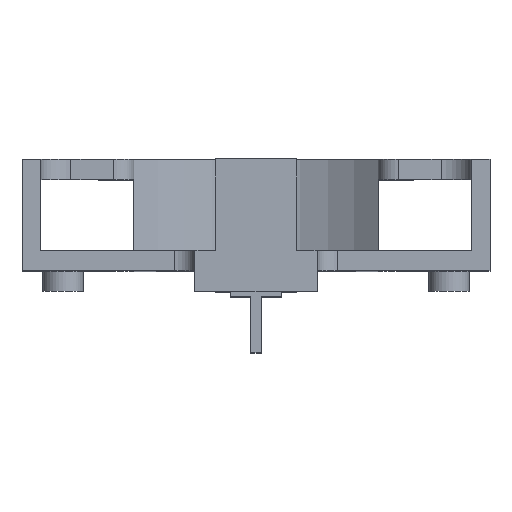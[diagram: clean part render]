
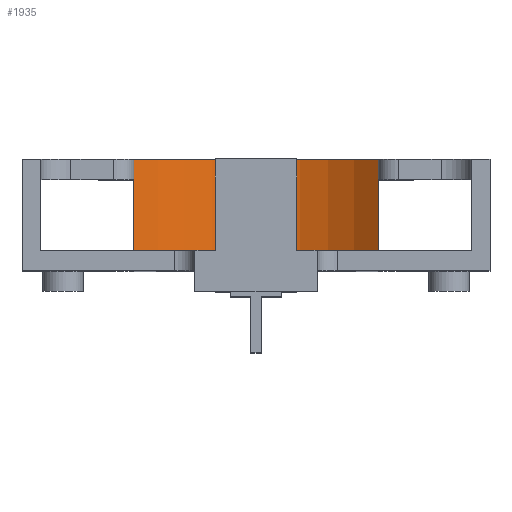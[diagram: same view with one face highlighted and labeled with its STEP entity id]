
A CAD part, top view. The second image highlights one B-rep face of the part: STEP entity #1935.
In plain terms, the highlighted cylindrical face has radius 9.1 mm (diameter 18.2 mm), a partial arc.
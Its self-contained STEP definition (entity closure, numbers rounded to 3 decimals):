
#42=CYLINDRICAL_SURFACE('',#2092,9.1);
#133=FACE_OUTER_BOUND('',#240,.T.);
#240=EDGE_LOOP('',(#1723,#1724,#1725,#1726,#1727,#1728));
#348=LINE('',#2885,#582);
#374=LINE('',#2940,#608);
#453=LINE('',#3118,#687);
#477=LINE('',#3172,#711);
#582=VECTOR('',#2304,10.);
#608=VECTOR('',#2358,10.);
#687=VECTOR('',#2537,10.);
#711=VECTOR('',#2593,10.);
#723=CIRCLE('',#1976,9.1);
#754=CIRCLE('',#2086,9.1);
#783=VERTEX_POINT('',#2692);
#784=VERTEX_POINT('',#2693);
#856=VERTEX_POINT('',#2883);
#857=VERTEX_POINT('',#2884);
#920=VERTEX_POINT('',#3116);
#921=VERTEX_POINT('',#3117);
#966=EDGE_CURVE('',#783,#784,#723,.T.);
#1061=EDGE_CURVE('',#856,#857,#348,.T.);
#1091=EDGE_CURVE('',#783,#856,#374,.T.);
#1179=EDGE_CURVE('',#920,#921,#453,.T.);
#1198=EDGE_CURVE('',#921,#857,#754,.T.);
#1208=EDGE_CURVE('',#784,#920,#477,.T.);
#1723=ORIENTED_EDGE('',*,*,#966,.F.);
#1724=ORIENTED_EDGE('',*,*,#1091,.T.);
#1725=ORIENTED_EDGE('',*,*,#1061,.T.);
#1726=ORIENTED_EDGE('',*,*,#1198,.F.);
#1727=ORIENTED_EDGE('',*,*,#1179,.F.);
#1728=ORIENTED_EDGE('',*,*,#1208,.F.);
#1935=ADVANCED_FACE('',(#133),#42,.F.);
#1976=AXIS2_PLACEMENT_3D('',#2694,#2149,#2150);
#2086=AXIS2_PLACEMENT_3D('',#3152,#2570,#2571);
#2092=AXIS2_PLACEMENT_3D('',#3171,#2591,#2592);
#2149=DIRECTION('center_axis',(0.,1.,0.));
#2150=DIRECTION('ref_axis',(0.,0.,1.));
#2304=DIRECTION('',(0.,1.,0.));
#2358=DIRECTION('',(0.,1.,0.));
#2537=DIRECTION('',(0.,1.,0.));
#2570=DIRECTION('center_axis',(0.,-1.,0.));
#2571=DIRECTION('ref_axis',(0.,0.,1.));
#2591=DIRECTION('center_axis',(0.,1.,0.));
#2592=DIRECTION('ref_axis',(0.,0.,-1.));
#2593=DIRECTION('',(0.,1.,0.));
#2692=CARTESIAN_POINT('',(8.28,1.,1.894));
#2693=CARTESIAN_POINT('',(-3.72,1.,1.894));
#2694=CARTESIAN_POINT('Origin',(2.28,1.,8.735));
#2883=CARTESIAN_POINT('',(8.28,4.5,1.894));
#2884=CARTESIAN_POINT('',(8.28,5.5,1.894));
#2885=CARTESIAN_POINT('',(8.28,4.5,1.894));
#2940=CARTESIAN_POINT('',(8.28,1.,1.894));
#3116=CARTESIAN_POINT('',(-3.72,4.5,1.894));
#3117=CARTESIAN_POINT('',(-3.72,5.5,1.894));
#3118=CARTESIAN_POINT('',(-3.72,4.5,1.894));
#3152=CARTESIAN_POINT('Origin',(2.28,5.5,8.735));
#3171=CARTESIAN_POINT('Origin',(2.28,1.,8.735));
#3172=CARTESIAN_POINT('',(-3.72,1.,1.894));
